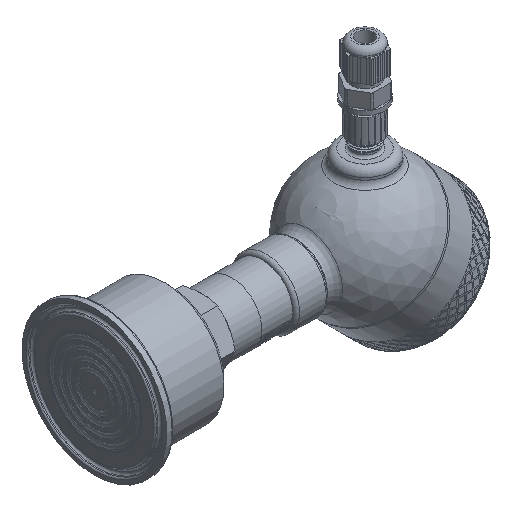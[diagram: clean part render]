
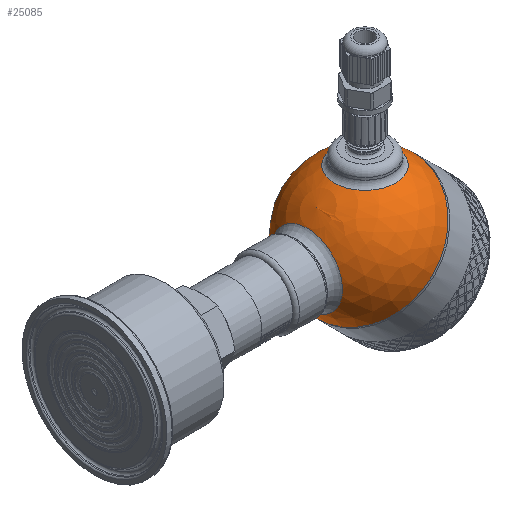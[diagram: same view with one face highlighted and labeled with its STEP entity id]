
A CAD part, isometric view. The second image highlights one B-rep face of the part: STEP entity #25085.
In plain terms, the highlighted spherical face has radius 30 mm.
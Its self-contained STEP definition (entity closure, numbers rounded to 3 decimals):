
#60=SPHERICAL_SURFACE('',#26651,30.);
#136=FACE_BOUND('',#3744,.T.);
#137=FACE_BOUND('',#3745,.T.);
#2085=FACE_OUTER_BOUND('',#3743,.T.);
#3743=EDGE_LOOP('',(#18639,#18640,#18641,#18642));
#3744=EDGE_LOOP('',(#18643));
#3745=EDGE_LOOP('',(#18644));
#5287=CIRCLE('',#26648,15.643);
#5290=CIRCLE('',#26652,30.);
#5291=CIRCLE('',#26653,30.);
#5292=CIRCLE('',#26654,30.);
#5293=CIRCLE('',#26655,13.5);
#10585=VERTEX_POINT('',#47832);
#10587=VERTEX_POINT('',#47838);
#10588=VERTEX_POINT('',#47839);
#10589=VERTEX_POINT('',#47841);
#10590=VERTEX_POINT('',#47844);
#13583=EDGE_CURVE('',#10585,#10585,#5287,.T.);
#13586=EDGE_CURVE('',#10587,#10588,#5290,.T.);
#13587=EDGE_CURVE('',#10587,#10589,#5291,.T.);
#13588=EDGE_CURVE('',#10588,#10587,#5292,.T.);
#13589=EDGE_CURVE('',#10590,#10590,#5293,.T.);
#18639=ORIENTED_EDGE('',*,*,#13586,.F.);
#18640=ORIENTED_EDGE('',*,*,#13587,.T.);
#18641=ORIENTED_EDGE('',*,*,#13587,.F.);
#18642=ORIENTED_EDGE('',*,*,#13588,.F.);
#18643=ORIENTED_EDGE('',*,*,#13583,.F.);
#18644=ORIENTED_EDGE('',*,*,#13589,.F.);
#25085=ADVANCED_FACE('',(#2085,#136,#137),#60,.T.);
#26648=AXIS2_PLACEMENT_3D('',#47833,#28535,#28536);
#26651=AXIS2_PLACEMENT_3D('',#47837,#28541,#28542);
#26652=AXIS2_PLACEMENT_3D('',#47840,#28543,#28544);
#26653=AXIS2_PLACEMENT_3D('',#47842,#28545,#28546);
#26654=AXIS2_PLACEMENT_3D('',#47843,#28547,#28548);
#26655=AXIS2_PLACEMENT_3D('',#47845,#28549,#28550);
#28535=DIRECTION('center_axis',(-0.707,0.,0.707));
#28536=DIRECTION('ref_axis',(0.707,0.,0.707));
#28541=DIRECTION('center_axis',(1.,0.,0.));
#28542=DIRECTION('ref_axis',(0.,-1.,0.));
#28543=DIRECTION('center_axis',(1.,0.,0.));
#28544=DIRECTION('ref_axis',(0.,1.,0.));
#28545=DIRECTION('center_axis',(0.,0.,1.));
#28546=DIRECTION('ref_axis',(0.,1.,0.));
#28547=DIRECTION('center_axis',(1.,0.,0.));
#28548=DIRECTION('ref_axis',(0.,1.,0.));
#28549=DIRECTION('center_axis',(-0.707,0.,-0.707));
#28550=DIRECTION('ref_axis',(-0.707,0.,0.707));
#47832=CARTESIAN_POINT('',(-29.162,0.,7.04));
#47833=CARTESIAN_POINT('Origin',(-18.101,0.,18.101));
#47837=CARTESIAN_POINT('Origin',(0.,0.,0.));
#47838=CARTESIAN_POINT('',(0.,30.,0.));
#47839=CARTESIAN_POINT('',(0.,-30.,0.));
#47840=CARTESIAN_POINT('Origin',(0.,0.,0.));
#47841=CARTESIAN_POINT('',(-30.,0.,0.));
#47842=CARTESIAN_POINT('Origin',(0.,0.,0.));
#47843=CARTESIAN_POINT('Origin',(0.,0.,0.));
#47844=CARTESIAN_POINT('',(-9.398,0.,-28.49));
#47845=CARTESIAN_POINT('Origin',(-18.944,0.,-18.944));
